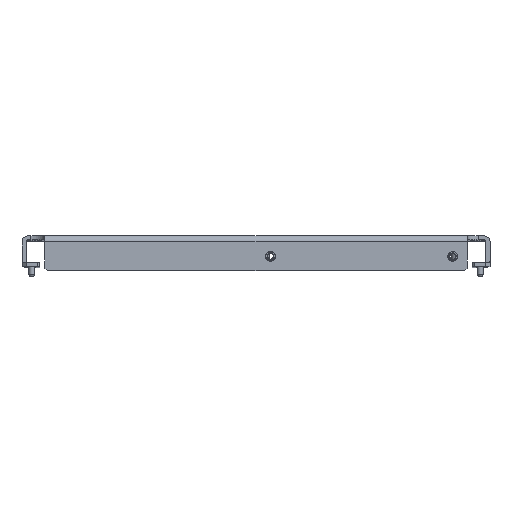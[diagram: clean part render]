
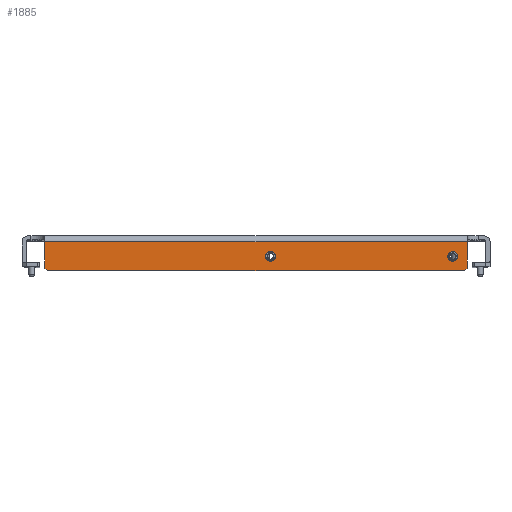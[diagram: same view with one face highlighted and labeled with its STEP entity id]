
A CAD part, top view. The second image highlights one B-rep face of the part: STEP entity #1885.
In plain terms, the highlighted planar face has unit normal (0, 0, 1).
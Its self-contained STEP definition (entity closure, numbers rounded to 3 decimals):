
#392=LINE('',#9166,#972);
#394=LINE('',#9173,#974);
#418=LINE('',#9233,#998);
#419=LINE('',#9245,#999);
#420=LINE('',#9247,#1000);
#421=LINE('',#9249,#1001);
#972=VECTOR('',#7339,1.);
#974=VECTOR('',#7347,1.);
#998=VECTOR('',#7413,1.);
#999=VECTOR('',#7428,1.);
#1000=VECTOR('',#7429,1.);
#1001=VECTOR('',#7430,1.);
#1377=PLANE('',#6259);
#1885=ADVANCED_FACE('',(#2251,#2252,#2253),#1377,.T.);
#2251=FACE_BOUND('',#2509,.T.);
#2252=FACE_BOUND('',#2510,.T.);
#2253=FACE_BOUND('',#2511,.T.);
#2509=EDGE_LOOP('',(#3385,#3386,#3387,#3388,#3389,#3390));
#2510=EDGE_LOOP('',(#3391));
#2511=EDGE_LOOP('',(#3392));
#3385=ORIENTED_EDGE('',*,*,#5343,.F.);
#3386=ORIENTED_EDGE('',*,*,#5381,.T.);
#3387=ORIENTED_EDGE('',*,*,#5382,.T.);
#3388=ORIENTED_EDGE('',*,*,#5383,.T.);
#3389=ORIENTED_EDGE('',*,*,#5347,.T.);
#3390=ORIENTED_EDGE('',*,*,#5376,.T.);
#3391=ORIENTED_EDGE('',*,*,#5379,.T.);
#3392=ORIENTED_EDGE('',*,*,#5378,.T.);
#4708=VERTEX_POINT('',#9165);
#4709=VERTEX_POINT('',#9167);
#4710=VERTEX_POINT('',#9172);
#4711=VERTEX_POINT('',#9174);
#4727=VERTEX_POINT('',#9238);
#4728=VERTEX_POINT('',#9241);
#4730=VERTEX_POINT('',#9246);
#4731=VERTEX_POINT('',#9248);
#5343=EDGE_CURVE('',#4708,#4709,#392,.T.);
#5347=EDGE_CURVE('',#4711,#4710,#394,.T.);
#5376=EDGE_CURVE('',#4710,#4709,#418,.T.);
#5378=EDGE_CURVE('',#4727,#4727,#5878,.T.);
#5379=EDGE_CURVE('',#4728,#4728,#5879,.T.);
#5381=EDGE_CURVE('',#4708,#4730,#419,.T.);
#5382=EDGE_CURVE('',#4730,#4731,#420,.T.);
#5383=EDGE_CURVE('',#4731,#4711,#421,.T.);
#5878=CIRCLE('',#6254,3.57);
#5879=CIRCLE('',#6256,3.57);
#6254=AXIS2_PLACEMENT_3D('',#9237,#7418,#7419);
#6256=AXIS2_PLACEMENT_3D('',#9240,#7422,#7423);
#6259=AXIS2_PLACEMENT_3D('',#9250,#7431,#7432);
#7339=DIRECTION('',(0.,1.,0.));
#7347=DIRECTION('',(0.,1.,0.));
#7413=DIRECTION('',(-1.,0.,0.));
#7418=DIRECTION('',(0.,0.,-1.));
#7419=DIRECTION('',(0.,-1.,0.));
#7422=DIRECTION('',(0.,0.,-1.));
#7423=DIRECTION('',(0.,-1.,0.));
#7428=DIRECTION('',(0.707,-0.707,0.));
#7429=DIRECTION('',(1.,0.,0.));
#7430=DIRECTION('',(0.707,0.707,0.));
#7431=DIRECTION('',(0.,0.,1.));
#7432=DIRECTION('',(0.,-1.,0.));
#9165=CARTESIAN_POINT('',(258.5,637.,83.1));
#9166=CARTESIAN_POINT('',(258.5,0.,83.1));
#9167=CARTESIAN_POINT('',(258.5,656.,83.1));
#9172=CARTESIAN_POINT('',(564.5,656.,83.1));
#9173=CARTESIAN_POINT('',(564.5,0.,83.1));
#9174=CARTESIAN_POINT('',(564.5,637.,83.1));
#9233=CARTESIAN_POINT('',(0.,656.,83.1));
#9237=CARTESIAN_POINT('',(554.,645.5,83.1));
#9238=CARTESIAN_POINT('',(554.,641.93,83.1));
#9240=CARTESIAN_POINT('',(422.,645.5,83.1));
#9241=CARTESIAN_POINT('',(422.,641.93,83.1));
#9245=CARTESIAN_POINT('',(647.75,247.75,83.1));
#9246=CARTESIAN_POINT('',(260.5,635.,83.1));
#9247=CARTESIAN_POINT('',(70.5,635.,83.1));
#9248=CARTESIAN_POINT('',(562.5,635.,83.1));
#9249=CARTESIAN_POINT('',(-36.25,36.25,83.1));
#9250=CARTESIAN_POINT('',(0.,0.,83.1));
